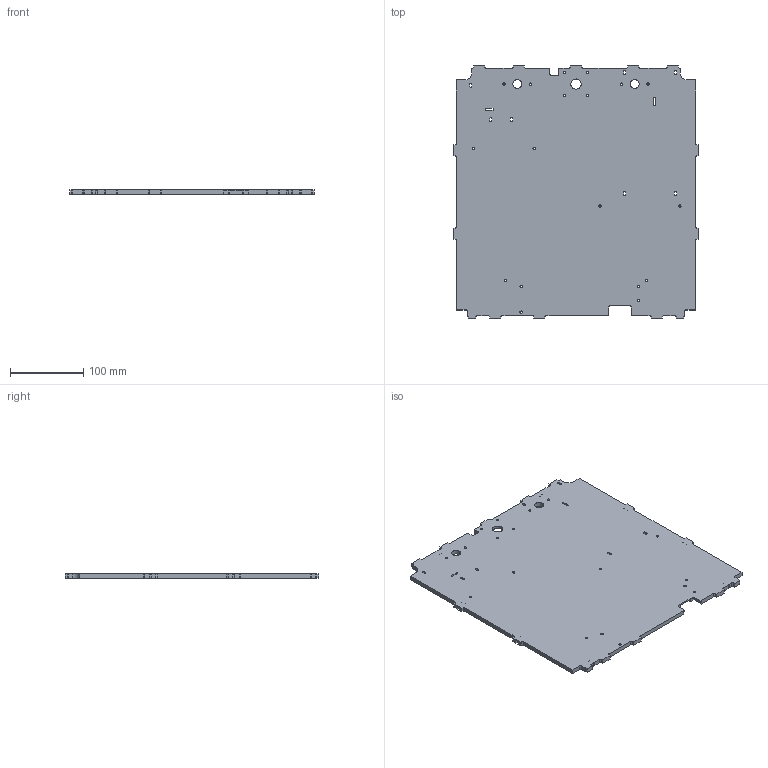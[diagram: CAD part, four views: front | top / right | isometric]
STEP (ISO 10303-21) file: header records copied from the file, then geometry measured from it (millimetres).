
FILE_DESCRIPTION (( 'STEP AP214' ), '1' );
FILE_NAME ('1944-F.STEP', '2016-04-08T11:14:41', ( '' ), ( '' ), 'SwSTEP 2.0', 'SolidWorks 2015', '' );
FILE_SCHEMA (( 'AUTOMOTIVE_DESIGN' ));
Length unit declared in the file: millimetre
Products named in the file (1): 1944-F
Bounding box: 333.8 x 345.2 x 6 mm (x, y, z)
Volume: 647448.4 mm3; surface area: 231155.7 mm2
Topology: 1 solids, 1 shells, 351 faces, 1020 edges, 680 vertices
Faces by surface type: plane 198, cylinder 153
Entity records: 11794 total; most frequent: CARTESIAN_POINT 2052, ORIENTED_EDGE 2040, DIRECTION 2030, EDGE_CURVE 1020, LINE 714, VECTOR 714, VERTEX_POINT 680, AXIS2_PLACEMENT_3D 658
